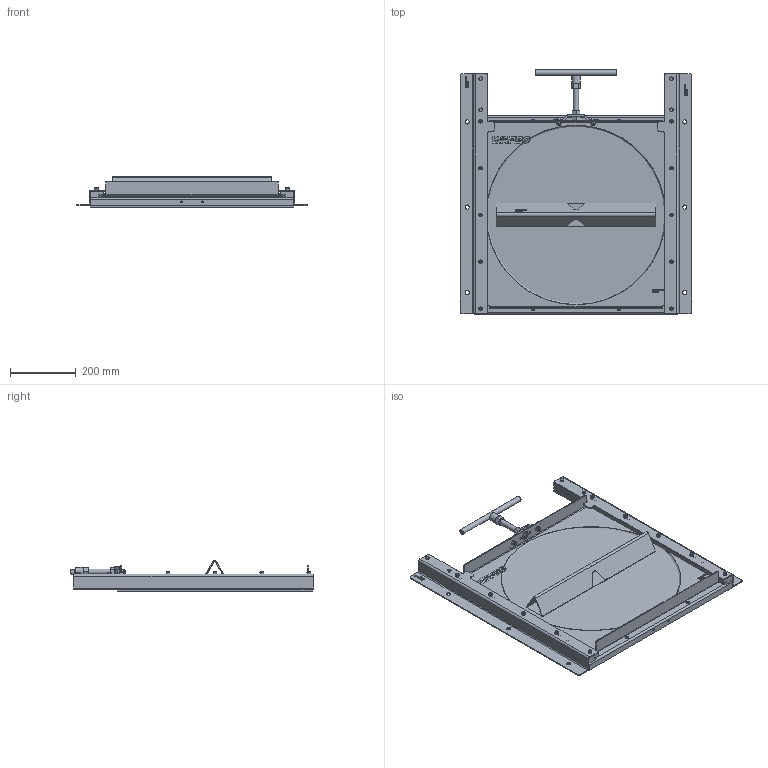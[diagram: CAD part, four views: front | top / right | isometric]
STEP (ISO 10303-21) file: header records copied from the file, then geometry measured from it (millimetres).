
FILE_DESCRIPTION (( 'STEP AP203' ), '1' );
FILE_NAME ('077561.STEP', '2025-05-28T12:53:46', ( '' ), ( '' ), 'SwSTEP 2.0', 'SolidWorks 2023', '' );
FILE_SCHEMA (( 'CONFIG_CONTROL_DESIGN' ));
Length unit declared in the file: millimetre
Products named in the file (1): 077561
Bounding box: 706 x 744.2 x 93.22 mm (x, y, z)
Surface area: 2023664.6 mm2 (no closed solid volume)
Topology: 0 solids, 101 shells, 617 faces, 2812 edges, 2234 vertices
Faces by surface type: plane 396, cylinder 118, cone 77, torus 17, bspline 9
Full cylindrical faces by diameter (mm): 5 x4, 6 x5, 6.6 x2, 7.143 x14, 8 x2, 9.3 x2, 10 x16, 13 x10, 16 x3, 18 x4, 25 x1, 26 x1, 502 x1
Entity records: 36666 total; most frequent: CARTESIAN_POINT 15987, ORIENTED_EDGE 3666, DIRECTION 3590, EDGE_CURVE 2702, VERTEX_POINT 2219, AXIS2_PLACEMENT_3D 1223, LINE 1144, VECTOR 1144
